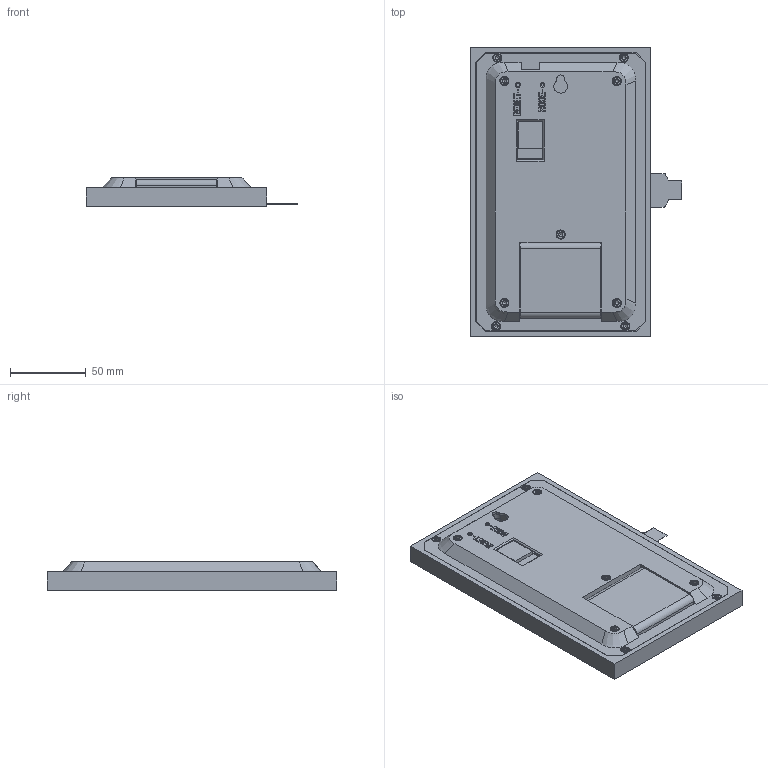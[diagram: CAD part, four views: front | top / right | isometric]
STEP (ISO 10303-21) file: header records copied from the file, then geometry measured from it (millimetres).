
FILE_DESCRIPTION(('FreeCAD Model'),'2;1');
FILE_NAME('Open CASCADE Shape Model','2023-12-12T22:43:46',(''),(''), 'Open CASCADE STEP processor 7.6','FreeCAD','Unknown');
FILE_SCHEMA(('AUTOMOTIVE_DESIGN { 1 0 10303 214 1 1 1 1 }'));
Length unit declared in the file: millimetre
Products named in the file (18): frame; Front; Hat; Battery holder; Back; ESP32; M3x8-Screw; M3x8-Screw006; M3x8-Screw007; M3x8-Screw008; Screen; Body007; Cover; M3x8-Screw017; M3x8-Screw018; M3x8-Screw019; M3x8-Screw020; M3x8-Screw021
Assembly tree (17 placements, depth 3):
  frame
    Front
    Hat
    Battery holder
    Back
    ESP32
    M3x8-Screw
    M3x8-Screw006
    M3x8-Screw007
    M3x8-Screw008
    Screen
      Body007
    Cover
    M3x8-Screw017
    M3x8-Screw018
    M3x8-Screw019
    M3x8-Screw020
    M3x8-Screw021
Bounding box: 138.93 x 190.2 x 19 mm (x, y, z)
Volume: 303003.4 mm3; surface area: 170405.6 mm2
Topology: 16 solids, 16 shells, 1538 faces, 4167 edges, 2731 vertices
Faces by surface type: plane 797, extrusion 469, cylinder 172, cone 52, bspline 21, revolution 18, sphere 9
Full cylindrical faces by diameter (mm): 1.27 x40, 1.5 x4, 2.2 x2, 2.75 x9, 3 x13, 3.5 x9, 5.5 x9, 6 x5, 12 x3, 12.5 x3, 16 x1
Entity records: 53239 total; most frequent: CARTESIAN_POINT 14791, ORIENTED_EDGE 8316, DIRECTION 6326, EDGE_CURVE 4158, VECTOR 3024, VERTEX_POINT 2731, LINE 2555, FACE_BOUND 1743
